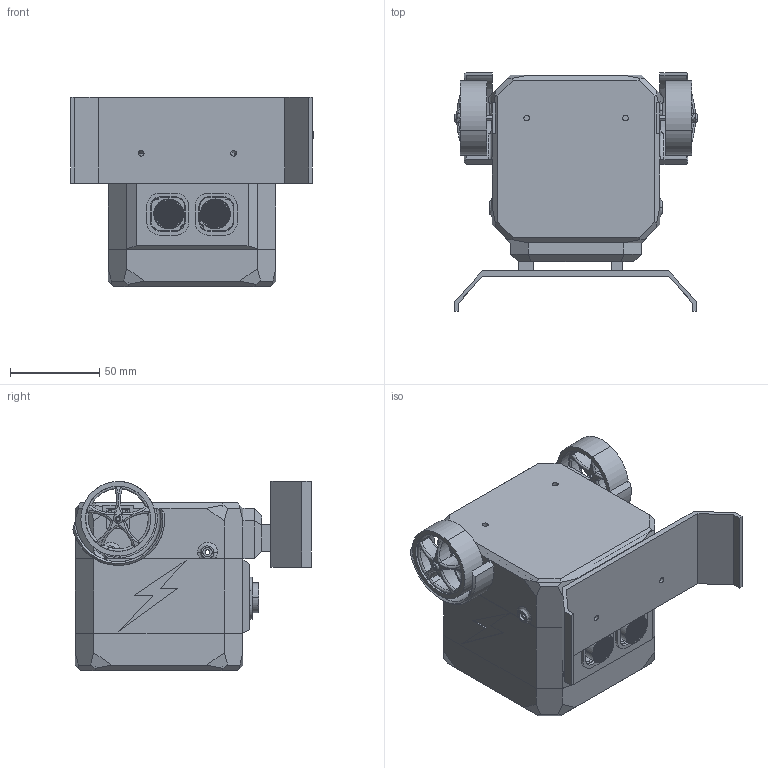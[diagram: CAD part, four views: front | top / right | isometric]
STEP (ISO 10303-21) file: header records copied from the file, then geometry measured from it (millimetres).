
FILE_DESCRIPTION(('FreeCAD Model'),'2;1');
FILE_NAME('Open CASCADE Shape Model','2025-05-02T07:02:30',('FreeCAD'),( 'FreeCAD'),'Open CASCADE STEP processor 7.6','FreeCAD','Unknown');
FILE_SCHEMA(('AUTOMOTIVE_DESIGN { 1 0 10303 214 1 1 1 1 }'));
Products named in the file (1): Open CASCADE STEP translator 7.6 1
Bounding box: 136.12 x 133.73 x 106.23 mm (x, y, z)
Volume: 177280.9 mm3; surface area: 156009.6 mm2
Topology: 13 solids, 13 shells, 7636 faces, 22180 edges, 14698 vertices
Faces by surface type: bspline 7636
Entity records: 246844 total; most frequent: CARTESIAN_POINT 108914, ORIENTED_EDGE 44360, EDGE_CURVE 22180, B_SPLINE_CURVE_WITH_KNOTS 20835, VERTEX_POINT 14698, FACE_BOUND 10646, EDGE_LOOP 10646, ADVANCED_FACE 7636
